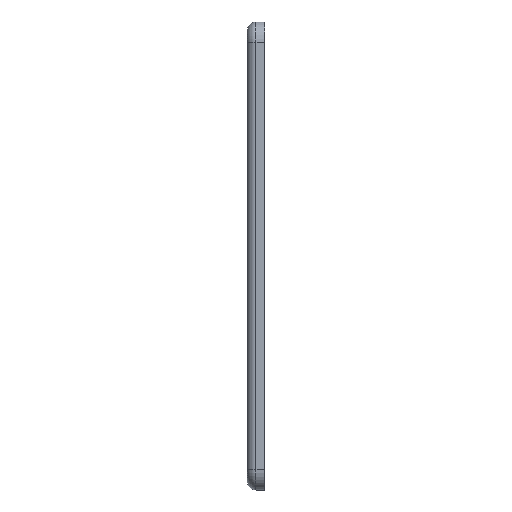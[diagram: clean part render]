
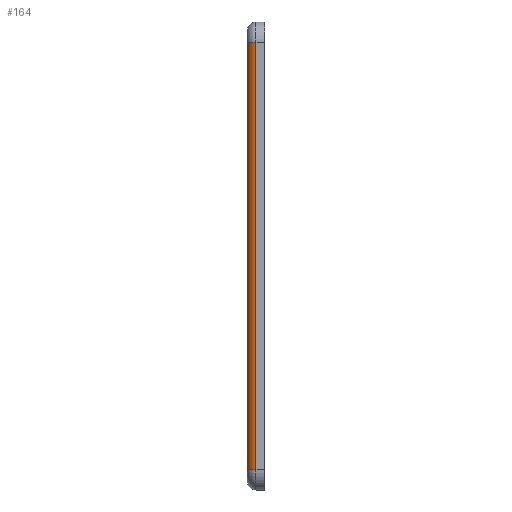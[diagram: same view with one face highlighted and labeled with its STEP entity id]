
A CAD part, left-side view. The second image highlights one B-rep face of the part: STEP entity #164.
In plain terms, the highlighted cylindrical face has radius 1.5 mm (diameter 3 mm), a partial arc.
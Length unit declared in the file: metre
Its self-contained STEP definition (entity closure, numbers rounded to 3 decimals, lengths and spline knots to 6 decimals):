
#164 = ADVANCED_FACE( '', ( #388 ), #389, .T. );
#388 = FACE_OUTER_BOUND( '', #639, .T. );
#389 = CYLINDRICAL_SURFACE( '', #640, 0.0015 );
#639 = EDGE_LOOP( '', ( #1127, #1128, #1129, #1130 ) );
#640 = AXIS2_PLACEMENT_3D( '', #1131, #1132, #1133 );
#1127 = ORIENTED_EDGE( '', *, *, #1606, .T. );
#1128 = ORIENTED_EDGE( '', *, *, #1429, .F. );
#1129 = ORIENTED_EDGE( '', *, *, #1607, .F. );
#1130 = ORIENTED_EDGE( '', *, *, #1524, .F. );
#1131 = CARTESIAN_POINT( '', ( -0.049052, -0.0015, 0. ) );
#1132 = DIRECTION( '', ( 0., 0., -1. ) );
#1133 = DIRECTION( '', ( 1., 0., 0. ) );
#1429 = EDGE_CURVE( '', #1706, #1709, #1710, .T. );
#1524 = EDGE_CURVE( '', #1860, #1862, #1863, .F. );
#1606 = EDGE_CURVE( '', #1860, #1709, #1988, .T. );
#1607 = EDGE_CURVE( '', #1862, #1706, #1989, .T. );
#1706 = VERTEX_POINT( '', #2108 );
#1709 = VERTEX_POINT( '', #2112 );
#1710 = LINE( '', #2113, #2114 );
#1860 = VERTEX_POINT( '', #2324 );
#1862 = VERTEX_POINT( '', #2326 );
#1863 = LINE( '', #2327, #2328 );
#1988 = CIRCLE( '', #2515, 0.0015 );
#1989 = CIRCLE( '', #2516, 0.0015 );
#2108 = CARTESIAN_POINT( '', ( -0.050552, -0.0015, 0.036452 ) );
#2112 = CARTESIAN_POINT( '', ( -0.050552, -0.0015, -0.036452 ) );
#2113 = CARTESIAN_POINT( '', ( -0.050552, -0.0015, -0.036452 ) );
#2114 = VECTOR( '', #2605, 1. );
#2324 = CARTESIAN_POINT( '', ( -0.049052, 0., -0.036452 ) );
#2326 = CARTESIAN_POINT( '', ( -0.049052, 0., 0.036452 ) );
#2327 = CARTESIAN_POINT( '', ( -0.049052, 0., 0.036452 ) );
#2328 = VECTOR( '', #2705, 1. );
#2515 = AXIS2_PLACEMENT_3D( '', #2798, #2799, #2800 );
#2516 = AXIS2_PLACEMENT_3D( '', #2801, #2802, #2803 );
#2605 = DIRECTION( '', ( 0., 0., -1. ) );
#2705 = DIRECTION( '', ( 0., 0., -1. ) );
#2798 = CARTESIAN_POINT( '', ( -0.049052, -0.0015, -0.036452 ) );
#2799 = DIRECTION( '', ( 0., 0., 1. ) );
#2800 = DIRECTION( '', ( 1., 0., 0. ) );
#2801 = CARTESIAN_POINT( '', ( -0.049052, -0.0015, 0.036452 ) );
#2802 = DIRECTION( '', ( 0., 0., 1. ) );
#2803 = DIRECTION( '', ( 1., 0., 0. ) );
